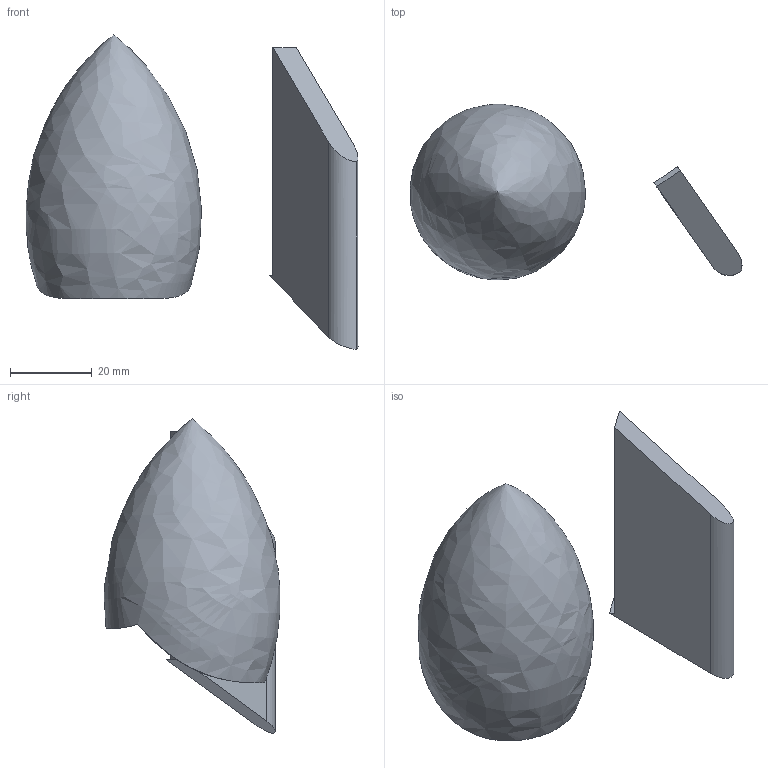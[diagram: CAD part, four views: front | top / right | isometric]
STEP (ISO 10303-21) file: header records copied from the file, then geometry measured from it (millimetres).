
FILE_DESCRIPTION(/* description */ (''),/* implementation_level */ '2;1');
FILE_NAME(/* name */ 'UpdatedNose&FinDesign.step',/* time_stamp */ '2026-01-03T13:38:45-05:00',/* author */ (''),/* organization */ (''),/* preprocessor_version */ 'ST-DEVELOPER v20.1',/* originating_system */ 'Autodesk Translation Framework v14.21.0.0',/* authorisation */ '');
FILE_SCHEMA (('AUTOMOTIVE_DESIGN { 1 0 10303 214 3 1 1 }'));
Length unit declared in the file: millimetre
Products named in the file (8): (Unsaved); Configuration 1 v6; DURUS ROCKET MK 1 v3; DURUS AV BAY v5; DIN 439-2 - M1.6 x 0.35 Steel 6 Plain; NoseCone; DURUS AV BAY v5 (1); DIN 439-2 - M1.6 x 0.35 Steel 6 Plain_1
Assembly tree (7 placements, depth 5):
  (Unsaved)
    Configuration 1 v6
      DURUS ROCKET MK 1 v3
        DURUS AV BAY v5
          DIN 439-2 - M1.6 x 0.35 Steel 6 Plain
        NoseCone
      DURUS AV BAY v5 (1)
        DIN 439-2 - M1.6 x 0.35 Steel 6 Plain_1
Bounding box: 81.46 x 43.06 x 77.18 mm (x, y, z)
Volume: 27127.4 mm3; surface area: 15862.5 mm2
Topology: 2 solids, 2 shells, 12 faces, 30 edges, 20 vertices
Faces by surface type: plane 6, cylinder 3, bspline 2, cone 1
Entity records: 692 total; most frequent: CARTESIAN_POINT 216, DIRECTION 78, ORIENTED_EDGE 56, AXIS2_PLACEMENT_3D 32, EDGE_CURVE 28, VERTEX_POINT 20, PRODUCT_DEFINITION_SHAPE 15, LINE 14
